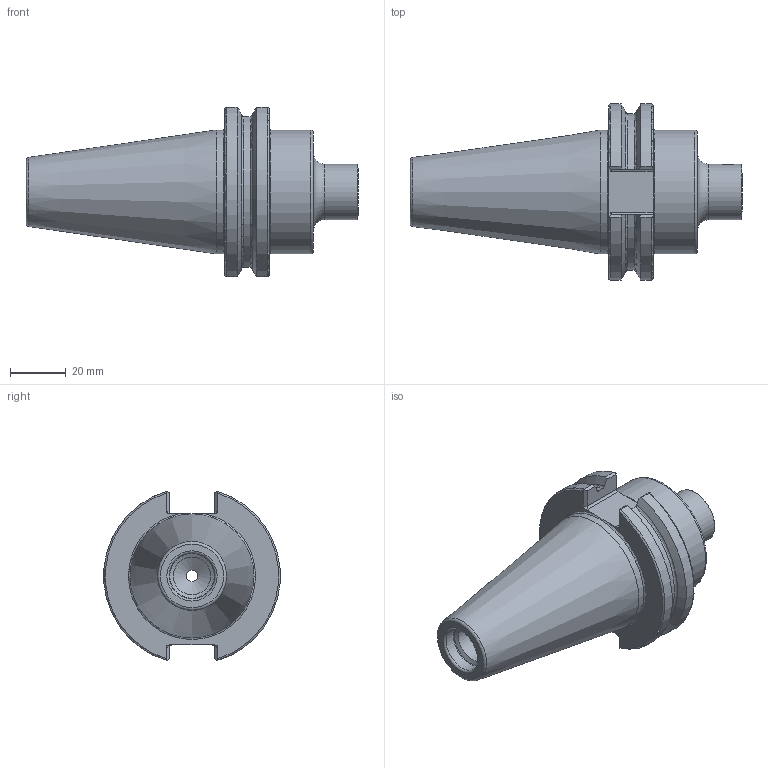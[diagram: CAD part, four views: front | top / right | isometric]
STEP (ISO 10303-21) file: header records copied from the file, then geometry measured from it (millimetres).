
FILE_DESCRIPTION (( 'STEP AP214' ), '1' );
FILE_NAME ('CT4.ST1.K01.051.STEP', '2020-04-15T12:33:14', ( '' ), ( '' ), 'SwSTEP 2.0', 'SolidWorks 2017', '' );
FILE_SCHEMA (( 'AUTOMOTIVE_DESIGN' ));
Length unit declared in the file: millimetre
Products named in the file (4): CT4.ST1.K01.051; CT4-ST1.K01.051_B; ST1-ER1.001.005_A; DIN 3771 - 9x1.5
Assembly tree (3 placements, depth 2):
  CT4.ST1.K01.051
    CT4-ST1.K01.051_B
    ST1-ER1.001.005_A
    DIN 3771 - 9x1.5
Bounding box: 119.25 x 63.28 x 60.87 mm (x, y, z)
Volume: 134860.9 mm3; surface area: 22974.8 mm2
Topology: 3 solids, 3 shells, 116 faces, 302 edges, 190 vertices
Faces by surface type: plane 50, cylinder 28, torus 20, cone 16, bspline 2
Full cylindrical faces by diameter (mm): 2 x1, 3.5 x1, 4 x1, 4.2 x1, 9.5 x1, 11 x1, 12 x1, 13.5 x1, 16.43 x1, 20 x1, 44.45 x2
Entity records: 3882 total; most frequent: CARTESIAN_POINT 1181, ORIENTED_EDGE 504, DIRECTION 502, EDGE_CURVE 252, AXIS2_PLACEMENT_3D 198, VERTEX_POINT 176, EDGE_LOOP 154, FACE_OUTER_BOUND 136
